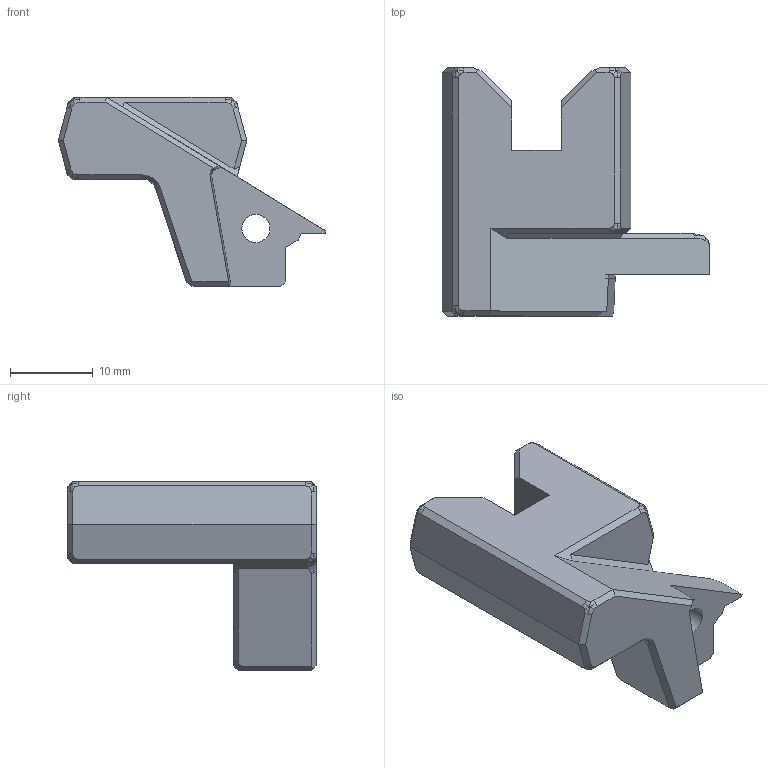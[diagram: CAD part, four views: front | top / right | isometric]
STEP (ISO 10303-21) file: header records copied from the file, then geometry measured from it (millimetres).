
FILE_DESCRIPTION(/* description */ ('','CAx-IF Rec.Pracs.---Representation and Presentation of Product Manufacturing Information (PMI)---4.0---2014-10-13'),/* implementation_level */ '2;1');
FILE_NAME(/* name */ 'Galileo 2 Umbilical Blank.step',/* time_stamp */ '2024-12-18T07:12:51-06:00',/* author */ (''),/* organization */ (''),/* preprocessor_version */ 'ST-DEVELOPER v20',/* originating_system */ 'Autodesk Translation Framework v13.20.0.188',/* authorisation */ '');
FILE_SCHEMA (('AP242_MANAGED_MODEL_BASED_3D_ENGINEERING_MIM_LF { 1 0 10303 442 1 1 4 }'));
Length unit declared in the file: millimetre
Products named in the file (3): Galileo 2 Extruder; Extruder; Umbilical Mount
Assembly tree (2 placements, depth 3):
  Galileo 2 Extruder
    Extruder
      Umbilical Mount
Bounding box: 32.34 x 30 x 22.92 mm (x, y, z)
Volume: 6061.9 mm3; surface area: 2776.5 mm2
Topology: 1 solids, 1 shells, 131 faces, 354 edges, 225 vertices
Faces by surface type: plane 68, bspline 61, cylinder 2
Full cylindrical faces by diameter (mm): 3.4 x1
Entity records: 6666 total; most frequent: CARTESIAN_POINT 3546, ORIENTED_EDGE 708, DIRECTION 494, EDGE_CURVE 354, VERTEX_POINT 225, LINE 220, VECTOR 220, AXIS2_PLACEMENT_3D 137
